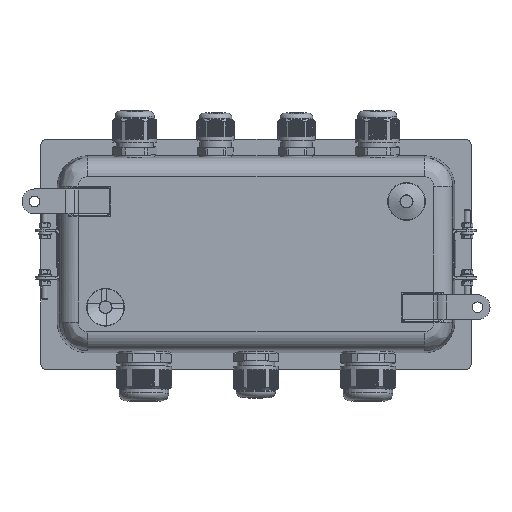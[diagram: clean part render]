
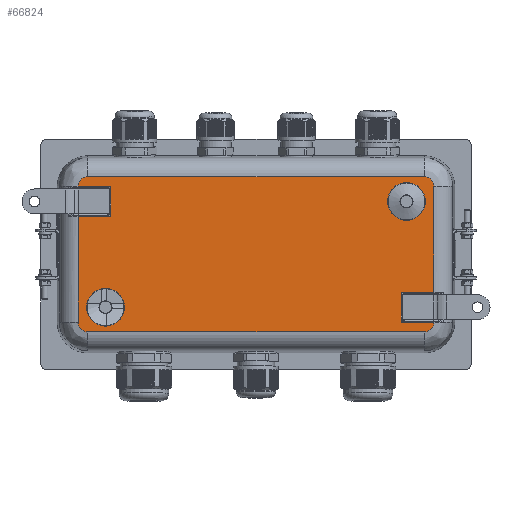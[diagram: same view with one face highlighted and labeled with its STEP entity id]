
A CAD part, front view. The second image highlights one B-rep face of the part: STEP entity #66824.
In plain terms, the highlighted planar face has unit normal (0, -1, 0).
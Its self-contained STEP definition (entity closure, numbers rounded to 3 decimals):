
#5030=LINE('',#99678,#10353);
#5031=LINE('',#99708,#10354);
#5034=LINE('',#99731,#10357);
#5037=LINE('',#99755,#10360);
#5042=LINE('',#99865,#10365);
#5044=LINE('',#99940,#10367);
#5046=LINE('',#99981,#10369);
#5051=LINE('',#100060,#10374);
#5052=LINE('',#100064,#10375);
#5055=LINE('',#100121,#10378);
#10353=VECTOR('',#79590,10.);
#10354=VECTOR('',#79605,10.);
#10357=VECTOR('',#79614,10.);
#10360=VECTOR('',#79629,10.);
#10365=VECTOR('',#79660,10.);
#10367=VECTOR('',#79680,10.);
#10369=VECTOR('',#79700,10.);
#10374=VECTOR('',#79737,10.);
#10375=VECTOR('',#79742,10.);
#10378=VECTOR('',#79787,10.);
#15271=FACE_BOUND('',#23656,.T.);
#15272=FACE_BOUND('',#23657,.T.);
#20047=FACE_OUTER_BOUND('',#23655,.T.);
#23655=EDGE_LOOP('',(#50287,#50288,#50289,#50290,#50291,#50292,#50293,#50294,
#50295,#50296,#50297,#50298,#50299,#50300));
#23656=EDGE_LOOP('',(#50301));
#23657=EDGE_LOOP('',(#50302));
#26755=CIRCLE('',#71115,7.896);
#26758=CIRCLE('',#71118,7.896);
#26762=CIRCLE('',#71123,7.896);
#26765=CIRCLE('',#71126,7.896);
#26805=CIRCLE('',#71200,15.194);
#26809=CIRCLE('',#71207,15.194);
#29686=VERTEX_POINT('',#99654);
#29688=VERTEX_POINT('',#99658);
#29689=VERTEX_POINT('',#99670);
#29690=VERTEX_POINT('',#99672);
#29691=VERTEX_POINT('',#99676);
#29693=VERTEX_POINT('',#99690);
#29694=VERTEX_POINT('',#99702);
#29695=VERTEX_POINT('',#99704);
#29700=VERTEX_POINT('',#99730);
#29705=VERTEX_POINT('',#99752);
#29715=VERTEX_POINT('',#99857);
#29717=VERTEX_POINT('',#99862);
#29722=VERTEX_POINT('',#99937);
#29736=VERTEX_POINT('',#100058);
#29743=VERTEX_POINT('',#100110);
#29746=VERTEX_POINT('',#100122);
#37251=EDGE_CURVE('',#29688,#29686,#26755,.T.);
#37254=EDGE_CURVE('',#29690,#29689,#26758,.T.);
#37256=EDGE_CURVE('',#29691,#29690,#5030,.T.);
#37259=EDGE_CURVE('',#29693,#29691,#26762,.T.);
#37262=EDGE_CURVE('',#29695,#29694,#26765,.T.);
#37263=EDGE_CURVE('',#29686,#29695,#5031,.T.);
#37269=EDGE_CURVE('',#29694,#29700,#5034,.T.);
#37278=EDGE_CURVE('',#29705,#29700,#5037,.T.);
#37297=EDGE_CURVE('',#29715,#29717,#5042,.T.);
#37307=EDGE_CURVE('',#29722,#29693,#5044,.T.);
#37316=EDGE_CURVE('',#29705,#29722,#5046,.T.);
#37332=EDGE_CURVE('',#29717,#29736,#5051,.T.);
#37334=EDGE_CURVE('',#29688,#29736,#5052,.T.);
#37346=EDGE_CURVE('',#29743,#29743,#26805,.T.);
#37350=EDGE_CURVE('',#29689,#29715,#5055,.T.);
#37351=EDGE_CURVE('',#29746,#29746,#26809,.T.);
#50287=ORIENTED_EDGE('',*,*,#37334,.T.);
#50288=ORIENTED_EDGE('',*,*,#37332,.F.);
#50289=ORIENTED_EDGE('',*,*,#37297,.F.);
#50290=ORIENTED_EDGE('',*,*,#37350,.F.);
#50291=ORIENTED_EDGE('',*,*,#37254,.F.);
#50292=ORIENTED_EDGE('',*,*,#37256,.F.);
#50293=ORIENTED_EDGE('',*,*,#37259,.F.);
#50294=ORIENTED_EDGE('',*,*,#37307,.F.);
#50295=ORIENTED_EDGE('',*,*,#37316,.F.);
#50296=ORIENTED_EDGE('',*,*,#37278,.T.);
#50297=ORIENTED_EDGE('',*,*,#37269,.F.);
#50298=ORIENTED_EDGE('',*,*,#37262,.F.);
#50299=ORIENTED_EDGE('',*,*,#37263,.F.);
#50300=ORIENTED_EDGE('',*,*,#37251,.F.);
#50301=ORIENTED_EDGE('',*,*,#37346,.F.);
#50302=ORIENTED_EDGE('',*,*,#37351,.F.);
#64375=PLANE('',#71206);
#66824=ADVANCED_FACE('',(#20047,#15271,#15272),#64375,.T.);
#71115=AXIS2_PLACEMENT_3D('',#99660,#79578,#79579);
#71118=AXIS2_PLACEMENT_3D('',#99674,#79584,#79585);
#71123=AXIS2_PLACEMENT_3D('',#99692,#79595,#79596);
#71126=AXIS2_PLACEMENT_3D('',#99706,#79601,#79602);
#71200=AXIS2_PLACEMENT_3D('',#100112,#79773,#79774);
#71206=AXIS2_PLACEMENT_3D('',#100120,#79785,#79786);
#71207=AXIS2_PLACEMENT_3D('',#100123,#79788,#79789);
#79578=DIRECTION('center_axis',(0.,1.,0.));
#79579=DIRECTION('ref_axis',(-0.707,0.,0.707));
#79584=DIRECTION('center_axis',(0.,1.,0.));
#79585=DIRECTION('ref_axis',(-0.707,0.,-0.707));
#79590=DIRECTION('',(-1.,0.,0.));
#79595=DIRECTION('center_axis',(0.,1.,0.));
#79596=DIRECTION('ref_axis',(0.707,0.,-0.707));
#79601=DIRECTION('center_axis',(0.,1.,0.));
#79602=DIRECTION('ref_axis',(0.707,0.,0.707));
#79605=DIRECTION('',(1.,0.,0.));
#79614=DIRECTION('',(0.,0.,-1.));
#79629=DIRECTION('',(1.,0.,0.));
#79660=DIRECTION('',(1.,0.,0.));
#79680=DIRECTION('',(1.,0.,0.));
#79700=DIRECTION('',(0.,0.,-1.));
#79737=DIRECTION('',(0.,0.,1.));
#79742=DIRECTION('',(1.,0.,0.));
#79773=DIRECTION('center_axis',(0.,-1.,0.));
#79774=DIRECTION('ref_axis',(-1.,0.,0.));
#79785=DIRECTION('center_axis',(0.,-1.,0.));
#79786=DIRECTION('ref_axis',(1.,0.,0.));
#79787=DIRECTION('',(0.,0.,1.));
#79788=DIRECTION('center_axis',(0.,-1.,0.));
#79789=DIRECTION('ref_axis',(-1.,0.,0.));
#99654=CARTESIAN_POINT('',(-135.,4.,62.396));
#99658=CARTESIAN_POINT('',(-142.896,4.,54.5));
#99660=CARTESIAN_POINT('Origin',(-135.,4.,54.5));
#99670=CARTESIAN_POINT('',(-142.896,4.,-54.5));
#99672=CARTESIAN_POINT('',(-135.,4.,-62.396));
#99674=CARTESIAN_POINT('Origin',(-135.,4.,-54.5));
#99676=CARTESIAN_POINT('',(135.,4.,-62.396));
#99678=CARTESIAN_POINT('',(67.5,4.,-62.396));
#99690=CARTESIAN_POINT('',(142.896,4.,-54.5));
#99692=CARTESIAN_POINT('Origin',(135.,4.,-54.5));
#99702=CARTESIAN_POINT('',(142.896,4.,54.5));
#99704=CARTESIAN_POINT('',(135.,4.,62.396));
#99706=CARTESIAN_POINT('Origin',(135.,4.,54.5));
#99708=CARTESIAN_POINT('',(-67.5,4.,62.396));
#99730=CARTESIAN_POINT('',(142.896,4.,-30.5));
#99731=CARTESIAN_POINT('',(142.896,4.,27.25));
#99752=CARTESIAN_POINT('',(116.896,4.,-30.5));
#99755=CARTESIAN_POINT('',(83.948,4.,-30.5));
#99857=CARTESIAN_POINT('',(-142.896,4.,30.5));
#99862=CARTESIAN_POINT('',(-116.896,4.,30.5));
#99865=CARTESIAN_POINT('',(-83.948,4.,30.5));
#99937=CARTESIAN_POINT('',(116.896,4.,-54.5));
#99940=CARTESIAN_POINT('',(58.948,4.,-54.5));
#99981=CARTESIAN_POINT('',(116.896,4.,-15.75));
#100058=CARTESIAN_POINT('',(-116.896,4.,54.5));
#100060=CARTESIAN_POINT('',(-116.896,4.,15.75));
#100064=CARTESIAN_POINT('',(-58.948,4.,54.5));
#100110=CARTESIAN_POINT('',(-105.701,4.,-42.5));
#100112=CARTESIAN_POINT('Origin',(-120.896,4.,-42.5));
#100120=CARTESIAN_POINT('Origin',(0.,4.,
0.));
#100121=CARTESIAN_POINT('',(-142.896,4.,-27.25));
#100122=CARTESIAN_POINT('',(136.09,4.,42.5));
#100123=CARTESIAN_POINT('Origin',(120.896,4.,42.5));
